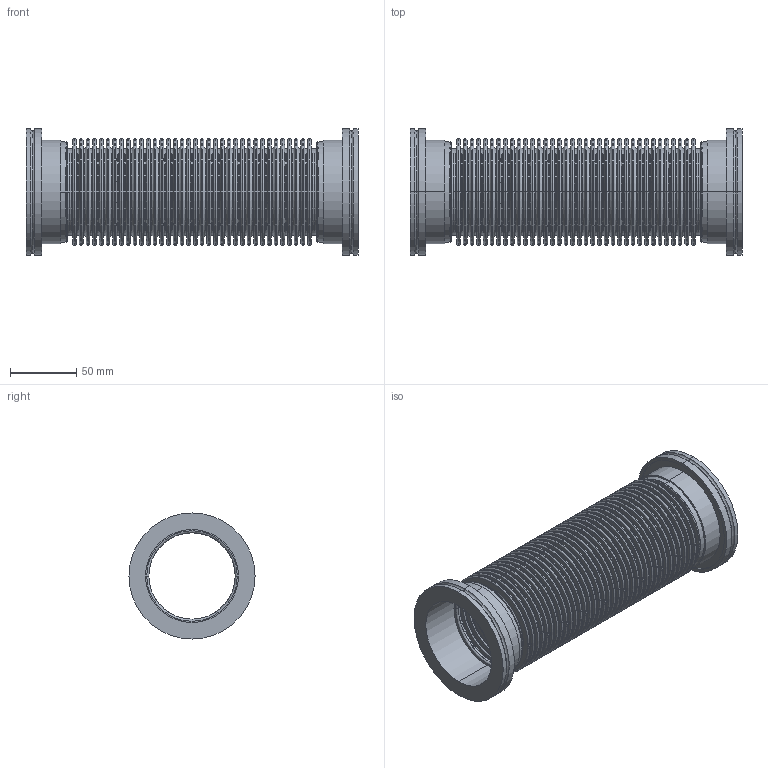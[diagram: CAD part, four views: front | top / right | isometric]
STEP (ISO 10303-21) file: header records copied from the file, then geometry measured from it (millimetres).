
FILE_DESCRIPTION (( 'STEP AP214' ), '1' );
FILE_NAME ('320SWG063-0250.stp', '2017-06-02T09:14:30', ( '' ), ( '' ), 'SwSTEP 2.0', 'SolidWorks 2015', '' );
FILE_SCHEMA (( 'AUTOMOTIVE_DESIGN' ));
Length unit declared in the file: millimetre
Products named in the file (1): 320SWG063-0250
Bounding box: 250 x 95 x 95 mm (x, y, z)
Volume: 131815.9 mm3; surface area: 343748.7 mm2
Topology: 1 solids, 1 shells, 1078 faces, 2160 edges, 1240 vertices
Faces by surface type: torus 600, cylinder 320, plane 158
Entity records: 40280 total; most frequent: DIRECTION 6158, CARTESIAN_POINT 4479, ORIENTED_EDGE 4320, AXIS2_PLACEMENT_3D 2919, EDGE_CURVE 2160, CIRCLE 1840, VERTEX_POINT 1240, EDGE_LOOP 1236
